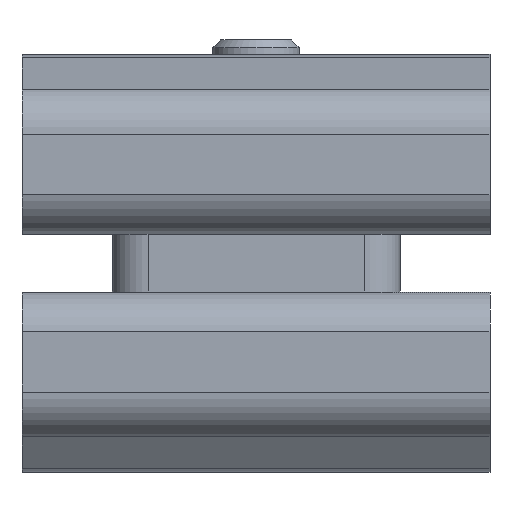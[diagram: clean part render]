
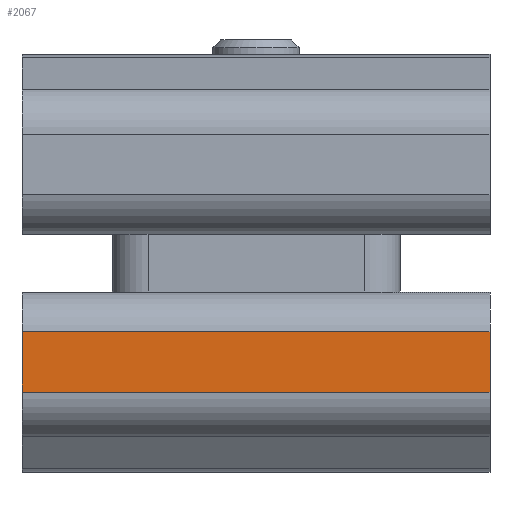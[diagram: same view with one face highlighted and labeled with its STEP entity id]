
A CAD part, front view. The second image highlights one B-rep face of the part: STEP entity #2067.
In plain terms, the highlighted planar face has unit normal (0, -1, 0).
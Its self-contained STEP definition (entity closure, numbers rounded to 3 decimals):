
#414=FACE_OUTER_BOUND('',#552,.T.);
#552=EDGE_LOOP('',(#1637,#1638,#1639,#1640));
#694=LINE('',#3180,#828);
#707=LINE('',#3235,#841);
#726=LINE('',#3280,#860);
#727=LINE('',#3282,#861);
#828=VECTOR('',#2575,8.397);
#841=VECTOR('',#2622,8.397);
#860=VECTOR('',#2681,65.);
#861=VECTOR('',#2684,65.);
#966=VERTEX_POINT('',#3177);
#967=VERTEX_POINT('',#3179);
#991=VERTEX_POINT('',#3232);
#992=VERTEX_POINT('',#3234);
#1183=EDGE_CURVE('',#967,#966,#694,.T.);
#1209=EDGE_CURVE('',#992,#991,#707,.T.);
#1232=EDGE_CURVE('',#991,#967,#726,.T.);
#1233=EDGE_CURVE('',#992,#966,#727,.T.);
#1637=ORIENTED_EDGE('',*,*,#1183,.T.);
#1638=ORIENTED_EDGE('',*,*,#1233,.F.);
#1639=ORIENTED_EDGE('',*,*,#1209,.T.);
#1640=ORIENTED_EDGE('',*,*,#1232,.T.);
#1984=PLANE('',#2253);
#2067=ADVANCED_FACE('',(#414),#1984,.T.);
#2253=AXIS2_PLACEMENT_3D('',#3281,#2682,#2683);
#2575=DIRECTION('',(-1.,0.,0.));
#2622=DIRECTION('',(1.,0.,0.));
#2681=DIRECTION('',(0.,0.,1.));
#2682=DIRECTION('center_axis',(0.,-1.,0.));
#2683=DIRECTION('ref_axis',(0.,0.,-1.));
#2684=DIRECTION('',(0.,0.,1.));
#3177=CARTESIAN_POINT('',(-8.397,0.,32.5));
#3179=CARTESIAN_POINT('',(0.,0.,32.5));
#3180=CARTESIAN_POINT('',(-8.397,0.,32.5));
#3232=CARTESIAN_POINT('',(0.,0.,-32.5));
#3234=CARTESIAN_POINT('',(-8.397,0.,-32.5));
#3235=CARTESIAN_POINT('',(-8.397,0.,-32.5));
#3280=CARTESIAN_POINT('',(0.,0.,0.));
#3281=CARTESIAN_POINT('Origin',(0.,0.,0.));
#3282=CARTESIAN_POINT('',(-8.397,0.,0.));
